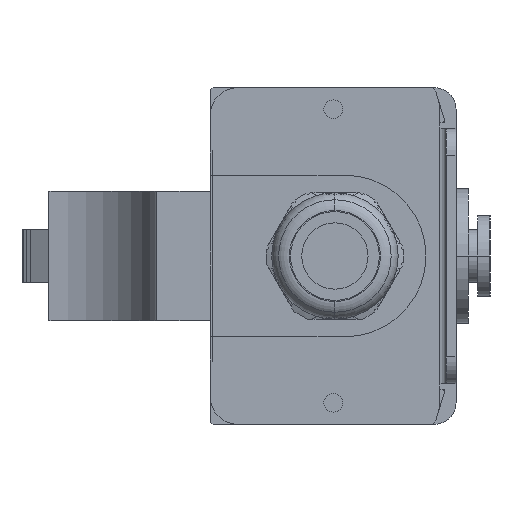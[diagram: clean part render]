
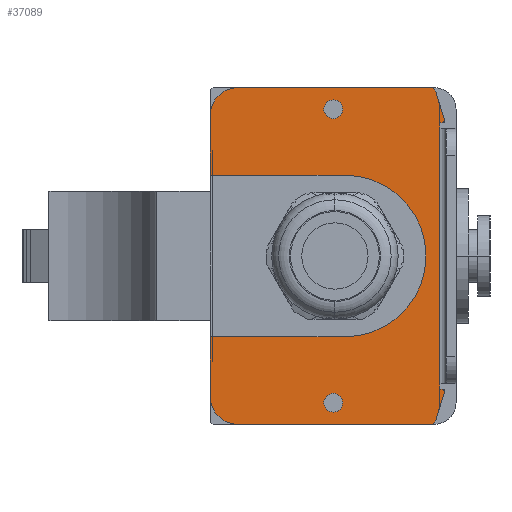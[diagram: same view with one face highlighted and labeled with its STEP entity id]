
A CAD part, left-side view. The second image highlights one B-rep face of the part: STEP entity #37089.
In plain terms, the highlighted face is planar.
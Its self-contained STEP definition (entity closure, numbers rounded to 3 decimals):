
#36250=CARTESIAN_POINT('',(4.739,1.8,-30.25));
#36251=DIRECTION('',(0.,1.,0.));
#36252=DIRECTION('',(0.,0.,-1.));
#36253=AXIS2_PLACEMENT_3D('',#36250,#36251,#36252);
#36260=DIRECTION('',(-0.294,0.,-0.956));
#36261=VECTOR('',#36260,5.656);
#36262=CARTESIAN_POINT('',(3.783,1.8,30.544));
#36263=LINE('',#36262,#36261);
#36264=DIRECTION('',(1.,0.,0.));
#36265=VECTOR('',#36264,0.594);
#36266=CARTESIAN_POINT('',(2.406,1.8,24.75));
#36267=LINE('',#36266,#36265);
#36268=DIRECTION('',(0.,0.,-1.));
#36269=VECTOR('',#36268,1.);
#36270=CARTESIAN_POINT('',(3.,1.8,24.75));
#36271=LINE('',#36270,#36269);
#36272=DIRECTION('',(0.,0.,-1.));
#36273=VECTOR('',#36272,1.);
#36274=CARTESIAN_POINT('',(3.,1.8,-23.75));
#36275=LINE('',#36274,#36273);
#36276=DIRECTION('',(-1.,0.,0.));
#36277=VECTOR('',#36276,0.594);
#36278=CARTESIAN_POINT('',(3.,1.8,-24.75));
#36279=LINE('',#36278,#36277);
#36280=DIRECTION('',(0.294,0.,-0.956));
#36281=VECTOR('',#36280,5.656);
#36282=CARTESIAN_POINT('',(2.119,1.8,-25.138));
#36283=LINE('',#36282,#36281);
#36284=DIRECTION('',(1.,0.,0.));
#36285=VECTOR('',#36284,35.861);
#36286=CARTESIAN_POINT('',(4.739,1.8,-31.25));
#36287=LINE('',#36286,#36285);
#36288=DIRECTION('',(0.,0.,1.));
#36289=VECTOR('',#36288,11.25);
#36290=CARTESIAN_POINT('',(45.6,1.8,-26.25));
#36291=LINE('',#36290,#36289);
#36292=DIRECTION('',(-1.,0.,0.));
#36293=VECTOR('',#36292,25.);
#36294=CARTESIAN_POINT('',(45.6,1.8,-15.));
#36295=LINE('',#36294,#36293);
#36296=CARTESIAN_POINT('',(20.6,1.8,0.));
#36297=DIRECTION('',(0.,1.,0.));
#36298=DIRECTION('',(0.,0.,-1.));
#36299=AXIS2_PLACEMENT_3D('',#36296,#36297,#36298);
#36301=DIRECTION('',(-1.,0.,0.));
#36302=VECTOR('',#36301,25.);
#36303=CARTESIAN_POINT('',(45.6,1.8,15.));
#36304=LINE('',#36303,#36302);
#36305=DIRECTION('',(0.,0.,1.));
#36306=VECTOR('',#36305,11.25);
#36307=CARTESIAN_POINT('',(45.6,1.8,15.));
#36308=LINE('',#36307,#36306);
#36309=DIRECTION('',(-1.,0.,0.));
#36310=VECTOR('',#36309,35.861);
#36311=CARTESIAN_POINT('',(40.6,1.8,31.25));
#36312=LINE('',#36311,#36310);
#36313=CARTESIAN_POINT('',(22.8,1.8,27.25));
#36314=DIRECTION('',(0.,1.,0.));
#36315=DIRECTION('',(0.,0.,1.));
#36316=AXIS2_PLACEMENT_3D('',#36313,#36314,#36315);
#36318=CARTESIAN_POINT('',(22.8,1.8,27.25));
#36319=DIRECTION('',(0.,1.,0.));
#36320=DIRECTION('',(0.,0.,-1.));
#36321=AXIS2_PLACEMENT_3D('',#36318,#36319,#36320);
#36323=CARTESIAN_POINT('',(22.8,1.8,-27.25));
#36324=DIRECTION('',(0.,1.,0.));
#36325=DIRECTION('',(0.,0.,1.));
#36326=AXIS2_PLACEMENT_3D('',#36323,#36324,#36325);
#36328=CARTESIAN_POINT('',(22.8,1.8,-27.25));
#36329=DIRECTION('',(0.,1.,0.));
#36330=DIRECTION('',(0.,0.,-1.));
#36331=AXIS2_PLACEMENT_3D('',#36328,#36329,#36330);
#36337=CARTESIAN_POINT('',(4.739,1.8,30.25));
#36338=DIRECTION('',(0.,1.,0.));
#36339=DIRECTION('',(-0.956,0.,0.294));
#36340=AXIS2_PLACEMENT_3D('',#36337,#36338,#36339);
#36426=CARTESIAN_POINT('',(40.6,1.8,26.25));
#36427=DIRECTION('',(0.,1.,0.));
#36428=DIRECTION('',(0.,0.,1.));
#36429=AXIS2_PLACEMENT_3D('',#36426,#36427,#36428);
#36451=CARTESIAN_POINT('',(40.6,1.8,-26.25));
#36452=DIRECTION('',(0.,1.,0.));
#36453=DIRECTION('',(1.,0.,0.));
#36454=AXIS2_PLACEMENT_3D('',#36451,#36452,#36453);
#36721=DIRECTION('',(0.,0.,1.));
#36722=VECTOR('',#36721,47.5);
#36723=CARTESIAN_POINT('',(3.,1.8,-23.75));
#36724=LINE('',#36723,#36722);
#36755=CARTESIAN_POINT('',(2.406,1.8,25.05));
#36756=DIRECTION('',(0.,1.,0.));
#36757=DIRECTION('',(0.,0.,-1.));
#36758=AXIS2_PLACEMENT_3D('',#36755,#36756,#36757);
#36794=CARTESIAN_POINT('',(2.406,1.8,-25.05));
#36795=DIRECTION('',(0.,1.,0.));
#36796=DIRECTION('',(-0.956,0.,-0.294));
#36797=AXIS2_PLACEMENT_3D('',#36794,#36795,#36796);
#36815=CARTESIAN_POINT('',(45.6,1.8,-26.25));
#36817=VERTEX_POINT('',#36815);
#36819=CARTESIAN_POINT('',(40.6,1.8,-31.25));
#36820=VERTEX_POINT('',#36819);
#36824=CARTESIAN_POINT('',(45.6,1.8,26.25));
#36826=VERTEX_POINT('',#36824);
#36829=CARTESIAN_POINT('',(40.6,1.8,31.25));
#36830=VERTEX_POINT('',#36829);
#36839=CARTESIAN_POINT('',(45.6,1.8,-15.));
#36840=VERTEX_POINT('',#36839);
#36841=CARTESIAN_POINT('',(45.6,1.8,15.));
#36842=VERTEX_POINT('',#36841);
#36843=CARTESIAN_POINT('',(20.6,1.8,-15.));
#36844=VERTEX_POINT('',#36843);
#36845=CARTESIAN_POINT('',(20.6,1.8,15.));
#36846=VERTEX_POINT('',#36845);
#36863=CARTESIAN_POINT('',(3.,1.8,-23.75));
#36864=CARTESIAN_POINT('',(3.,1.8,-24.75));
#36865=VERTEX_POINT('',#36863);
#36866=VERTEX_POINT('',#36864);
#36867=CARTESIAN_POINT('',(3.,1.8,24.75));
#36868=CARTESIAN_POINT('',(3.,1.8,23.75));
#36869=VERTEX_POINT('',#36867);
#36870=VERTEX_POINT('',#36868);
#36940=CARTESIAN_POINT('',(2.406,1.8,-24.75));
#36942=VERTEX_POINT('',#36940);
#36944=CARTESIAN_POINT('',(2.119,1.8,-25.138));
#36945=VERTEX_POINT('',#36944);
#36947=CARTESIAN_POINT('',(2.119,1.8,25.138));
#36949=VERTEX_POINT('',#36947);
#36951=CARTESIAN_POINT('',(2.406,1.8,24.75));
#36952=VERTEX_POINT('',#36951);
#36953=CARTESIAN_POINT('',(3.783,1.8,30.544));
#36955=VERTEX_POINT('',#36953);
#36957=CARTESIAN_POINT('',(4.739,1.8,31.25));
#36958=VERTEX_POINT('',#36957);
#36962=CARTESIAN_POINT('',(3.783,1.8,-30.544));
#36964=VERTEX_POINT('',#36962);
#36967=CARTESIAN_POINT('',(4.739,1.8,-31.25));
#36968=VERTEX_POINT('',#36967);
#36977=CARTESIAN_POINT('',(22.8,1.8,29.));
#36978=CARTESIAN_POINT('',(22.8,1.8,25.5));
#36979=VERTEX_POINT('',#36977);
#36980=VERTEX_POINT('',#36978);
#36981=CARTESIAN_POINT('',(22.8,1.8,-25.5));
#36982=CARTESIAN_POINT('',(22.8,1.8,-29.));
#36983=VERTEX_POINT('',#36981);
#36984=VERTEX_POINT('',#36982);
#37033=CARTESIAN_POINT('',(45.6,1.8,-31.25));
#37034=DIRECTION('',(0.,1.,0.));
#37035=DIRECTION('',(-1.,0.,0.));
#37036=AXIS2_PLACEMENT_3D('',#37033,#37034,#37035);
#37037=PLANE('',#37036);
#37039=ORIENTED_EDGE('',*,*,#37038,.F.);
#37041=ORIENTED_EDGE('',*,*,#37040,.T.);
#37043=ORIENTED_EDGE('',*,*,#37042,.F.);
#37045=ORIENTED_EDGE('',*,*,#37044,.T.);
#37047=ORIENTED_EDGE('',*,*,#37046,.T.);
#37049=ORIENTED_EDGE('',*,*,#37048,.F.);
#37051=ORIENTED_EDGE('',*,*,#37050,.T.);
#37053=ORIENTED_EDGE('',*,*,#37052,.T.);
#37055=ORIENTED_EDGE('',*,*,#37054,.F.);
#37056=ORIENTED_EDGE('',*,*,#37022,.T.);
#37057=ORIENTED_EDGE('',*,*,#37011,.F.);
#37058=ORIENTED_EDGE('',*,*,#36996,.T.);
#37060=ORIENTED_EDGE('',*,*,#37059,.F.);
#37062=ORIENTED_EDGE('',*,*,#37061,.T.);
#37064=ORIENTED_EDGE('',*,*,#37063,.T.);
#37066=ORIENTED_EDGE('',*,*,#37065,.T.);
#37068=ORIENTED_EDGE('',*,*,#37067,.F.);
#37070=ORIENTED_EDGE('',*,*,#37069,.T.);
#37072=ORIENTED_EDGE('',*,*,#37071,.F.);
#37074=ORIENTED_EDGE('',*,*,#37073,.T.);
#37075=EDGE_LOOP('',(#37039,#37041,#37043,#37045,#37047,#37049,#37051,#37053,
#37055,#37056,#37057,#37058,#37060,#37062,#37064,#37066,#37068,#37070,#37072,
#37074));
#37076=FACE_OUTER_BOUND('',#37075,.F.);
#37078=ORIENTED_EDGE('',*,*,#37077,.T.);
#37080=ORIENTED_EDGE('',*,*,#37079,.T.);
#37081=EDGE_LOOP('',(#37078,#37080));
#37082=FACE_BOUND('',#37081,.F.);
#37084=ORIENTED_EDGE('',*,*,#37083,.T.);
#37086=ORIENTED_EDGE('',*,*,#37085,.T.);
#37087=EDGE_LOOP('',(#37084,#37086));
#37088=FACE_BOUND('',#37087,.F.);
#37089=ADVANCED_FACE('',(#37076,#37082,#37088),#37037,.T.);
#36254=CIRCLE('',#36253,1.);
#36300=CIRCLE('',#36299,15.);
#36317=CIRCLE('',#36316,1.75);
#36322=CIRCLE('',#36321,1.75);
#36327=CIRCLE('',#36326,1.75);
#36332=CIRCLE('',#36331,1.75);
#36341=CIRCLE('',#36340,1.);
#36430=CIRCLE('',#36429,5.);
#36455=CIRCLE('',#36454,5.);
#36759=CIRCLE('',#36758,0.3);
#36798=CIRCLE('',#36797,0.3);
#36996=EDGE_CURVE('',#36968,#36820,#36287,.T.);
#37011=EDGE_CURVE('',#36968,#36964,#36254,.T.);
#37022=EDGE_CURVE('',#36945,#36964,#36283,.T.);
#37038=EDGE_CURVE('',#36955,#36958,#36341,.T.);
#37040=EDGE_CURVE('',#36955,#36949,#36263,.T.);
#37042=EDGE_CURVE('',#36952,#36949,#36759,.T.);
#37044=EDGE_CURVE('',#36952,#36869,#36267,.T.);
#37046=EDGE_CURVE('',#36869,#36870,#36271,.T.);
#37048=EDGE_CURVE('',#36865,#36870,#36724,.T.);
#37050=EDGE_CURVE('',#36865,#36866,#36275,.T.);
#37052=EDGE_CURVE('',#36866,#36942,#36279,.T.);
#37054=EDGE_CURVE('',#36945,#36942,#36798,.T.);
#37059=EDGE_CURVE('',#36817,#36820,#36455,.T.);
#37061=EDGE_CURVE('',#36817,#36840,#36291,.T.);
#37063=EDGE_CURVE('',#36840,#36844,#36295,.T.);
#37065=EDGE_CURVE('',#36844,#36846,#36300,.T.);
#37067=EDGE_CURVE('',#36842,#36846,#36304,.T.);
#37069=EDGE_CURVE('',#36842,#36826,#36308,.T.);
#37071=EDGE_CURVE('',#36830,#36826,#36430,.T.);
#37073=EDGE_CURVE('',#36830,#36958,#36312,.T.);
#37077=EDGE_CURVE('',#36979,#36980,#36317,.T.);
#37079=EDGE_CURVE('',#36980,#36979,#36322,.T.);
#37083=EDGE_CURVE('',#36983,#36984,#36327,.T.);
#37085=EDGE_CURVE('',#36984,#36983,#36332,.T.);
